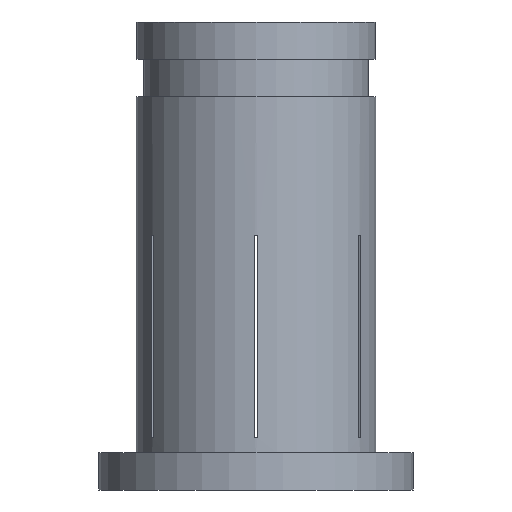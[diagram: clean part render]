
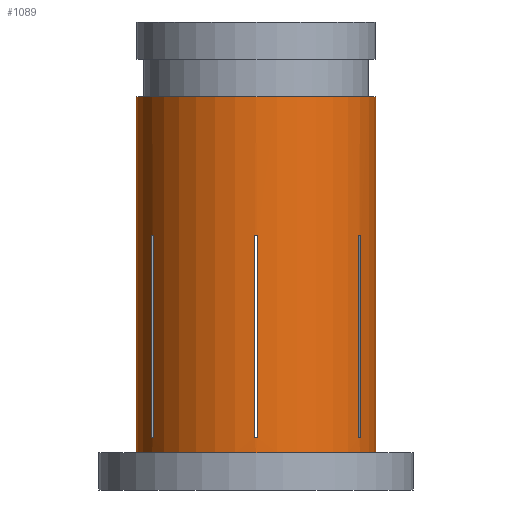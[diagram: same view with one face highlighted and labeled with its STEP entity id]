
A CAD part, front view. The second image highlights one B-rep face of the part: STEP entity #1089.
In plain terms, the highlighted cylindrical face has radius 16 mm (diameter 32 mm), a partial arc.
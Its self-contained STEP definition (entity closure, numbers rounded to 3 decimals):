
#1 = CIRCLE ( 'NONE', #1790, 16. ) ;
#3 = DIRECTION ( 'NONE',  ( 1., 0., 0. ) ) ;
#37 = VECTOR ( 'NONE', #763, 1000. ) ;
#39 = VERTEX_POINT ( 'NONE', #1601 ) ;
#58 = CARTESIAN_POINT ( 'NONE',  ( 13.755, -8.173, -28.5 ) ) ;
#65 = AXIS2_PLACEMENT_3D ( 'NONE', #1733, #774, #1897 ) ;
#73 = CARTESIAN_POINT ( 'NONE',  ( 0.2, -15.999, -55.5 ) ) ;
#77 = VECTOR ( 'NONE', #345, 1000. ) ;
#83 = VERTEX_POINT ( 'NONE', #1106 ) ;
#104 = ORIENTED_EDGE ( 'NONE', *, *, #893, .T. ) ;
#111 = CARTESIAN_POINT ( 'NONE',  ( -13.755, -8.173, -55.5 ) ) ;
#116 = VERTEX_POINT ( 'NONE', #1294 ) ;
#118 = DIRECTION ( 'NONE',  ( 0., 0., 1. ) ) ;
#121 = ORIENTED_EDGE ( 'NONE', *, *, #1590, .T. ) ;
#137 = VECTOR ( 'NONE', #1718, 1000. ) ;
#211 = DIRECTION ( 'NONE',  ( 0., 0., -1. ) ) ;
#218 = VERTEX_POINT ( 'NONE', #439 ) ;
#221 = LINE ( 'NONE', #1809, #1008 ) ;
#224 = AXIS2_PLACEMENT_3D ( 'NONE', #565, #1529, #1680 ) ;
#274 = EDGE_LOOP ( 'NONE', ( #1455, #1075, #1579, #1484 ) ) ;
#283 = CARTESIAN_POINT ( 'NONE',  ( -0.2, -15.999, -55.5 ) ) ;
#287 = DIRECTION ( 'NONE',  ( 0., 0., 1. ) ) ;
#322 = LINE ( 'NONE', #1770, #1940 ) ;
#325 = CIRCLE ( 'NONE', #1126, 16. ) ;
#343 = EDGE_CURVE ( 'NONE', #39, #116, #610, .T. ) ;
#345 = DIRECTION ( 'NONE',  ( 0., 0., 1. ) ) ;
#373 = DIRECTION ( 'NONE',  ( 0., 0., -1. ) ) ;
#384 = DIRECTION ( 'NONE',  ( 1., 0., 0. ) ) ;
#388 = VERTEX_POINT ( 'NONE', #1859 ) ;
#404 = CARTESIAN_POINT ( 'NONE',  ( 0., 0., -28.5 ) ) ;
#439 = CARTESIAN_POINT ( 'NONE',  ( -13.755, -8.173, -28.5 ) ) ;
#449 = VERTEX_POINT ( 'NONE', #111 ) ;
#465 = AXIS2_PLACEMENT_3D ( 'NONE', #404, #1041, #384 ) ;
#565 = CARTESIAN_POINT ( 'NONE',  ( 0., 0., -55.5 ) ) ;
#587 = CIRCLE ( 'NONE', #65, 16. ) ;
#600 = AXIS2_PLACEMENT_3D ( 'NONE', #1871, #118, #906 ) ;
#602 = CARTESIAN_POINT ( 'NONE',  ( 0.2, -15.999, 0. ) ) ;
#607 = EDGE_CURVE ( 'NONE', #83, #388, #1050, .T. ) ;
#608 = CARTESIAN_POINT ( 'NONE',  ( -13.755, -8.173, 0. ) ) ;
#610 = LINE ( 'NONE', #1962, #1136 ) ;
#654 = LINE ( 'NONE', #608, #2027 ) ;
#665 = AXIS2_PLACEMENT_3D ( 'NONE', #1740, #949, #942 ) ;
#669 = DIRECTION ( 'NONE',  ( 0., 0., -1. ) ) ;
#695 = EDGE_LOOP ( 'NONE', ( #787, #778, #1023, #104 ) ) ;
#704 = LINE ( 'NONE', #1219, #37 ) ;
#707 = LINE ( 'NONE', #1831, #1727 ) ;
#755 = VERTEX_POINT ( 'NONE', #862 ) ;
#763 = DIRECTION ( 'NONE',  ( 0., 0., 1. ) ) ;
#774 = DIRECTION ( 'NONE',  ( 0., 0., -1. ) ) ;
#778 = ORIENTED_EDGE ( 'NONE', *, *, #1390, .T. ) ;
#785 = VERTEX_POINT ( 'NONE', #1658 ) ;
#787 = ORIENTED_EDGE ( 'NONE', *, *, #801, .F. ) ;
#801 = EDGE_CURVE ( 'NONE', #956, #1058, #707, .T. ) ;
#809 = ORIENTED_EDGE ( 'NONE', *, *, #1906, .T. ) ;
#828 = CIRCLE ( 'NONE', #600, 16. ) ;
#862 = CARTESIAN_POINT ( 'NONE',  ( 13.955, -7.826, -28.5 ) ) ;
#884 = LINE ( 'NONE', #602, #137 ) ;
#888 = DIRECTION ( 'NONE',  ( 0., 0., 1. ) ) ;
#893 = EDGE_CURVE ( 'NONE', #1364, #1058, #1993, .T. ) ;
#899 = ORIENTED_EDGE ( 'NONE', *, *, #1567, .F. ) ;
#906 = DIRECTION ( 'NONE',  ( 1., 0., 0. ) ) ;
#920 = FACE_OUTER_BOUND ( 'NONE', #1670, .T. ) ;
#933 = CARTESIAN_POINT ( 'NONE',  ( 0.2, -15.999, -28.5 ) ) ;
#942 = DIRECTION ( 'NONE',  ( 1., 0., 0. ) ) ;
#949 = DIRECTION ( 'NONE',  ( 0., 0., 1. ) ) ;
#956 = VERTEX_POINT ( 'NONE', #1393 ) ;
#971 = CARTESIAN_POINT ( 'NONE',  ( 16., 0., -10. ) ) ;
#1008 = VECTOR ( 'NONE', #211, 1000. ) ;
#1016 = CARTESIAN_POINT ( 'NONE',  ( 0., 0., -55.5 ) ) ;
#1023 = ORIENTED_EDGE ( 'NONE', *, *, #1837, .T. ) ;
#1041 = DIRECTION ( 'NONE',  ( 0., 0., 1. ) ) ;
#1049 = DIRECTION ( 'NONE',  ( 1., 0., 0. ) ) ;
#1050 = CIRCLE ( 'NONE', #1761, 16. ) ;
#1058 = VERTEX_POINT ( 'NONE', #283 ) ;
#1075 = ORIENTED_EDGE ( 'NONE', *, *, #1266, .T. ) ;
#1080 = EDGE_CURVE ( 'NONE', #218, #449, #654, .T. ) ;
#1089 = ADVANCED_FACE ( 'NONE', ( #920, #1243, #1941, #1560 ), #1358, .T. ) ;
#1106 = CARTESIAN_POINT ( 'NONE',  ( 13.955, -7.826, -55.5 ) ) ;
#1111 = CARTESIAN_POINT ( 'NONE',  ( -16., 0., -10. ) ) ;
#1126 = AXIS2_PLACEMENT_3D ( 'NONE', #1848, #888, #1049 ) ;
#1136 = VECTOR ( 'NONE', #373, 1000. ) ;
#1182 = VERTEX_POINT ( 'NONE', #1111 ) ;
#1216 = VERTEX_POINT ( 'NONE', #58 ) ;
#1217 = ORIENTED_EDGE ( 'NONE', *, *, #1621, .F. ) ;
#1219 = CARTESIAN_POINT ( 'NONE',  ( 16., 0., 0. ) ) ;
#1243 = FACE_BOUND ( 'NONE', #274, .T. ) ;
#1266 = EDGE_CURVE ( 'NONE', #755, #83, #221, .T. ) ;
#1279 = CARTESIAN_POINT ( 'NONE',  ( -16., 0., -57.5 ) ) ;
#1294 = CARTESIAN_POINT ( 'NONE',  ( -13.955, -7.826, -55.5 ) ) ;
#1317 = CARTESIAN_POINT ( 'NONE',  ( -16., 0., 0. ) ) ;
#1343 = ORIENTED_EDGE ( 'NONE', *, *, #1457, .T. ) ;
#1358 = CYLINDRICAL_SURFACE ( 'NONE', #2022, 16. ) ;
#1362 = ORIENTED_EDGE ( 'NONE', *, *, #343, .F. ) ;
#1364 = VERTEX_POINT ( 'NONE', #73 ) ;
#1390 = EDGE_CURVE ( 'NONE', #956, #1919, #1513, .T. ) ;
#1393 = CARTESIAN_POINT ( 'NONE',  ( -0.2, -15.999, -28.5 ) ) ;
#1399 = EDGE_LOOP ( 'NONE', ( #1362, #2029, #1994, #121 ) ) ;
#1427 = DIRECTION ( 'NONE',  ( 0., 0., 1. ) ) ;
#1448 = DIRECTION ( 'NONE',  ( 0., 0., -1. ) ) ;
#1455 = ORIENTED_EDGE ( 'NONE', *, *, #1797, .T. ) ;
#1457 = EDGE_CURVE ( 'NONE', #785, #1973, #704, .T. ) ;
#1467 = EDGE_CURVE ( 'NONE', #39, #218, #828, .T. ) ;
#1484 = ORIENTED_EDGE ( 'NONE', *, *, #2032, .F. ) ;
#1507 = DIRECTION ( 'NONE',  ( 0., 0., -1. ) ) ;
#1513 = CIRCLE ( 'NONE', #465, 16. ) ;
#1529 = DIRECTION ( 'NONE',  ( 0., 0., -1. ) ) ;
#1560 = FACE_BOUND ( 'NONE', #695, .T. ) ;
#1567 = EDGE_CURVE ( 'NONE', #1182, #1973, #1, .T. ) ;
#1579 = ORIENTED_EDGE ( 'NONE', *, *, #607, .T. ) ;
#1590 = EDGE_CURVE ( 'NONE', #449, #116, #587, .T. ) ;
#1596 = CIRCLE ( 'NONE', #665, 16. ) ;
#1601 = CARTESIAN_POINT ( 'NONE',  ( -13.955, -7.826, -28.5 ) ) ;
#1621 = EDGE_CURVE ( 'NONE', #1840, #1182, #1824, .T. ) ;
#1658 = CARTESIAN_POINT ( 'NONE',  ( 16., 0., -57.5 ) ) ;
#1670 = EDGE_LOOP ( 'NONE', ( #1217, #809, #1343, #899 ) ) ;
#1680 = DIRECTION ( 'NONE',  ( -1., 0., 0. ) ) ;
#1718 = DIRECTION ( 'NONE',  ( 0., 0., -1. ) ) ;
#1727 = VECTOR ( 'NONE', #1507, 1000. ) ;
#1733 = CARTESIAN_POINT ( 'NONE',  ( 0., 0., -55.5 ) ) ;
#1740 = CARTESIAN_POINT ( 'NONE',  ( 0., 0., -57.5 ) ) ;
#1742 = DIRECTION ( 'NONE',  ( 0., 0., -1. ) ) ;
#1761 = AXIS2_PLACEMENT_3D ( 'NONE', #1016, #669, #1795 ) ;
#1762 = DIRECTION ( 'NONE',  ( 1., 0., 0. ) ) ;
#1770 = CARTESIAN_POINT ( 'NONE',  ( 13.755, -8.173, 0. ) ) ;
#1790 = AXIS2_PLACEMENT_3D ( 'NONE', #1891, #287, #1762 ) ;
#1795 = DIRECTION ( 'NONE',  ( -1., 0., 0. ) ) ;
#1797 = EDGE_CURVE ( 'NONE', #1216, #755, #325, .T. ) ;
#1809 = CARTESIAN_POINT ( 'NONE',  ( 13.955, -7.826, 0. ) ) ;
#1824 = LINE ( 'NONE', #1317, #77 ) ;
#1831 = CARTESIAN_POINT ( 'NONE',  ( -0.2, -15.999, 0. ) ) ;
#1837 = EDGE_CURVE ( 'NONE', #1919, #1364, #884, .T. ) ;
#1840 = VERTEX_POINT ( 'NONE', #1279 ) ;
#1848 = CARTESIAN_POINT ( 'NONE',  ( 0., 0., -28.5 ) ) ;
#1859 = CARTESIAN_POINT ( 'NONE',  ( 13.755, -8.173, -55.5 ) ) ;
#1871 = CARTESIAN_POINT ( 'NONE',  ( 0., 0., -28.5 ) ) ;
#1891 = CARTESIAN_POINT ( 'NONE',  ( 0., 0., -10. ) ) ;
#1897 = DIRECTION ( 'NONE',  ( -1., 0., 0. ) ) ;
#1906 = EDGE_CURVE ( 'NONE', #1840, #785, #1596, .T. ) ;
#1919 = VERTEX_POINT ( 'NONE', #933 ) ;
#1929 = CARTESIAN_POINT ( 'NONE',  ( 0., 0., 0. ) ) ;
#1940 = VECTOR ( 'NONE', #1448, 1000. ) ;
#1941 = FACE_BOUND ( 'NONE', #1399, .T. ) ;
#1962 = CARTESIAN_POINT ( 'NONE',  ( -13.955, -7.826, 0. ) ) ;
#1973 = VERTEX_POINT ( 'NONE', #971 ) ;
#1993 = CIRCLE ( 'NONE', #224, 16. ) ;
#1994 = ORIENTED_EDGE ( 'NONE', *, *, #1080, .T. ) ;
#2022 = AXIS2_PLACEMENT_3D ( 'NONE', #1929, #1427, #3 ) ;
#2027 = VECTOR ( 'NONE', #1742, 1000. ) ;
#2029 = ORIENTED_EDGE ( 'NONE', *, *, #1467, .T. ) ;
#2032 = EDGE_CURVE ( 'NONE', #1216, #388, #322, .T. ) ;
